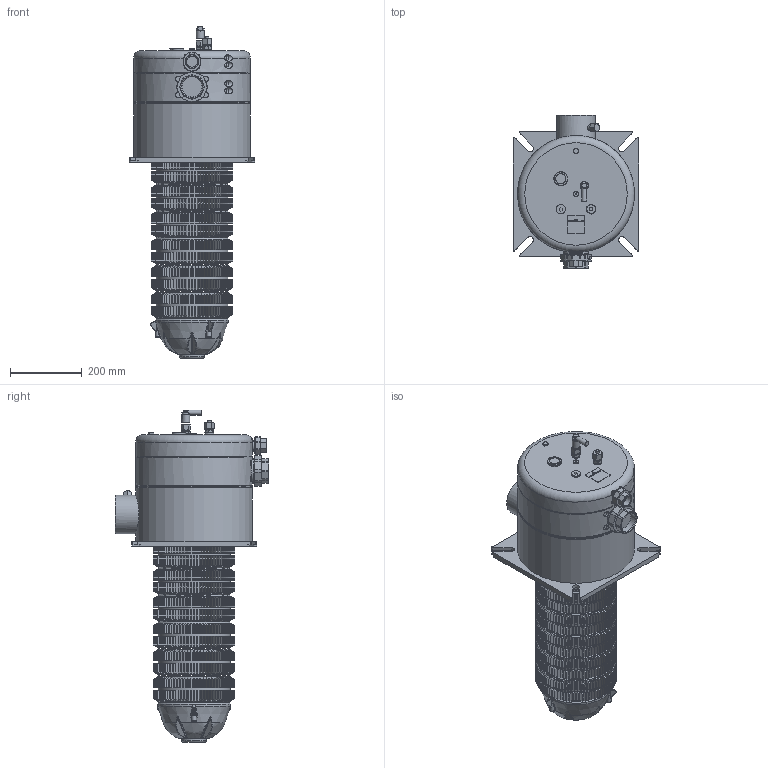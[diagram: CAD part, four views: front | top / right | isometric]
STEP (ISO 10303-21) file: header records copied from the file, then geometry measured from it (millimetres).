
FILE_DESCRIPTION(/* description */ (''),/* implementation_level */ '2;1');
FILE_NAME(/* name */ 'CAD00007171_Shrinkwrap_1.stp',/* time_stamp */ '2019-06-18T09:00:41+02:00',/* author */ ('s.wolff'),/* organization */ (''),/* preprocessor_version */ 'ST-DEVELOPER v17.2',/* originating_system */ 'Autodesk Inventor 2019',/* authorisation */ '');
FILE_SCHEMA (('AUTOMOTIVE_DESIGN { 1 0 10303 214 3 1 1 }'));
Products named in the file (1): CAD00007171_Shrinkwrap_1
Bounding box: 349 x 428.6 x 926.4 mm (x, y, z)
Volume: 42708507.3 mm3; surface area: 2078107.7 mm2
Topology: 7 solids, 7 shells, 6383 faces, 15929 edges, 10535 vertices
Faces by surface type: plane 4560, cone 1097, bspline 405, cylinder 277, torus 32, sphere 12
Full cylindrical faces by diameter (mm): 0.5 x1, 4.5 x1, 7 x4, 7.323 x1, 9 x5, 10 x1, 11.4 x1, 13.4 x1, 14 x2, 15 x1, 15.6 x1, 16.6 x1, 17.5 x4, 17.6 x1, 21.5 x1, 21.8 x1, 22 x1, 26 x1, 30.291 x1, 30.5 x2, 38 x1, 38.9 x1, 56.656 x1, 60 x1, 70 x3, 85 x1, 106 x1, 108 x1, 202 x6, 325 x1
Entity records: 199985 total; most frequent: CARTESIAN_POINT 49861, ORIENTED_EDGE 31858, DIRECTION 26880, EDGE_CURVE 15929, VERTEX_POINT 10536, LINE 8982, VECTOR 8982, AXIS2_PLACEMENT_3D 8949
